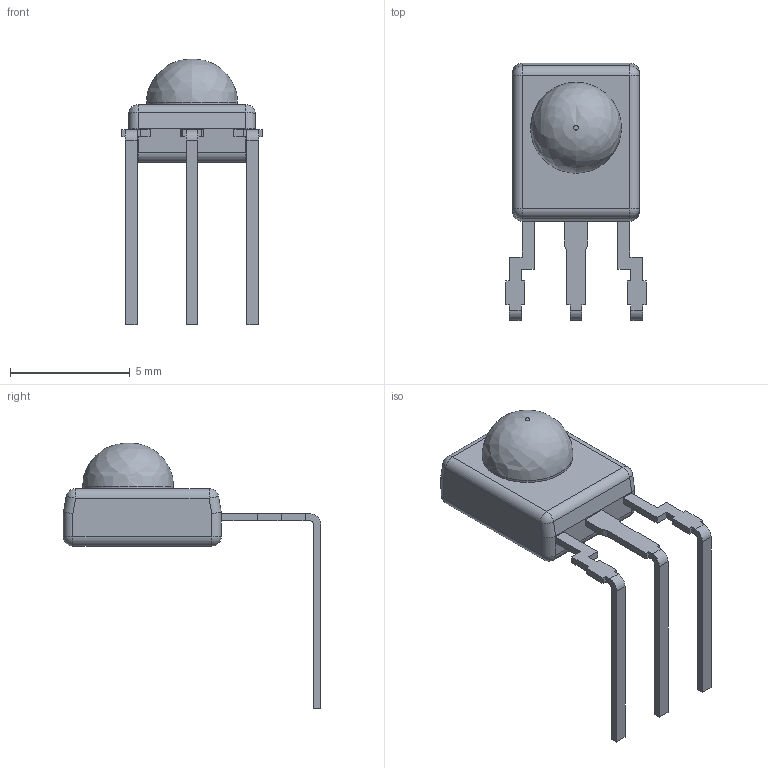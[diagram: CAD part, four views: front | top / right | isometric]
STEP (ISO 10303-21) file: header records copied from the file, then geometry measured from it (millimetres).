
FILE_DESCRIPTION( ( '' ), ' ' );
FILE_NAME( '5ad8a74019c7100fcd4101ae.step', '2018-04-19T14:27:13', ( '' ), ( '' ), ' ', ' ', ' ' );
FILE_SCHEMA( ( 'AUTOMOTIVE_DESIGN { 1 0 10303 214 1 1 1 1 }' ) );
Length unit declared in the file: metre
Products named in the file (2): PINS; BODY
Bounding box: 5.88 x 10.75 x 11.1 mm (x, y, z)
Volume: 103.7 mm3; surface area: 214.4 mm2
Topology: 2 solids, 2 shells, 108 faces, 277 edges, 171 vertices
Faces by surface type: plane 76, cylinder 23, sphere 8, bspline 1
Full cylindrical faces by diameter (mm): 3.8 x1
Entity records: 4085 total; most frequent: CARTESIAN_POINT 597, ORIENTED_EDGE 542, DIRECTION 526, EDGE_CURVE 271, LINE 222, VECTOR 222, VERTEX_POINT 171, AXIS2_PLACEMENT_3D 152
